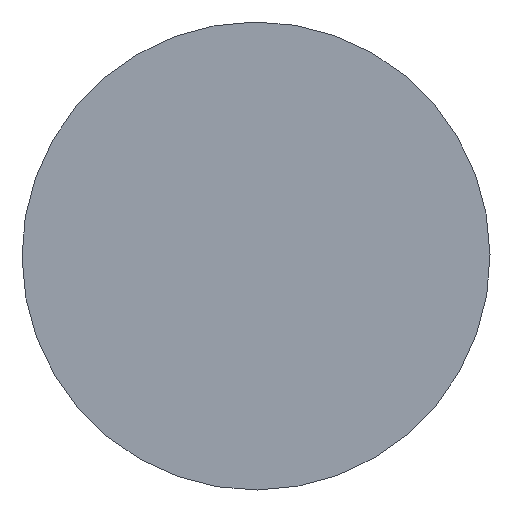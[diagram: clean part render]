
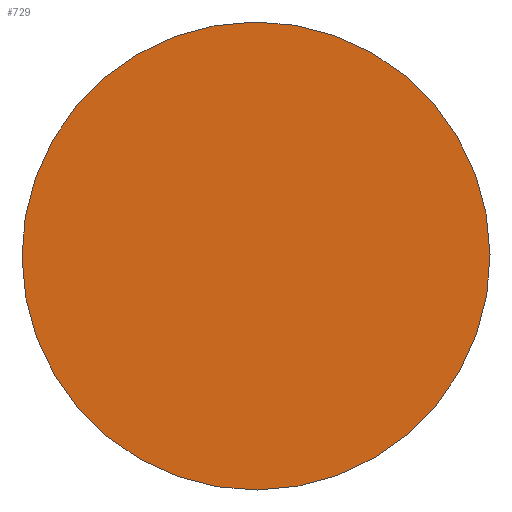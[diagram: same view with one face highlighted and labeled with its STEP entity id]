
A CAD part, front view. The second image highlights one B-rep face of the part: STEP entity #729.
In plain terms, the highlighted planar face has unit normal (0, -1, 0).
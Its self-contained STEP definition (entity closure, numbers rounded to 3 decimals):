
#106=FACE_OUTER_BOUND('',#145,.T.);
#145=EDGE_LOOP('',(#464,#465));
#189=CIRCLE('',#791,37.503);
#190=CIRCLE('',#792,37.503);
#273=VERTEX_POINT('',#1190);
#274=VERTEX_POINT('',#1191);
#353=EDGE_CURVE('',#273,#274,#189,.T.);
#354=EDGE_CURVE('',#274,#273,#190,.T.);
#464=ORIENTED_EDGE('',*,*,#353,.F.);
#465=ORIENTED_EDGE('',*,*,#354,.F.);
#684=PLANE('',#790);
#729=ADVANCED_FACE('',(#106),#684,.T.);
#790=AXIS2_PLACEMENT_3D('',#1189,#918,#919);
#791=AXIS2_PLACEMENT_3D('',#1192,#920,#921);
#792=AXIS2_PLACEMENT_3D('',#1193,#922,#923);
#918=DIRECTION('center_axis',(0.,-1.,0.));
#919=DIRECTION('ref_axis',(0.647,0.,-0.762));
#920=DIRECTION('center_axis',(0.,1.,0.));
#921=DIRECTION('ref_axis',(-0.762,0.,-0.647));
#922=DIRECTION('center_axis',(0.,1.,0.));
#923=DIRECTION('ref_axis',(-0.762,0.,-0.647));
#1189=CARTESIAN_POINT('Origin',(-14.293,-71.901,-12.138));
#1190=CARTESIAN_POINT('',(-28.586,-71.901,-24.276));
#1191=CARTESIAN_POINT('',(28.586,-71.901,24.276));
#1192=CARTESIAN_POINT('Origin',(0.,-71.901,0.));
#1193=CARTESIAN_POINT('Origin',(0.,-71.901,0.));
